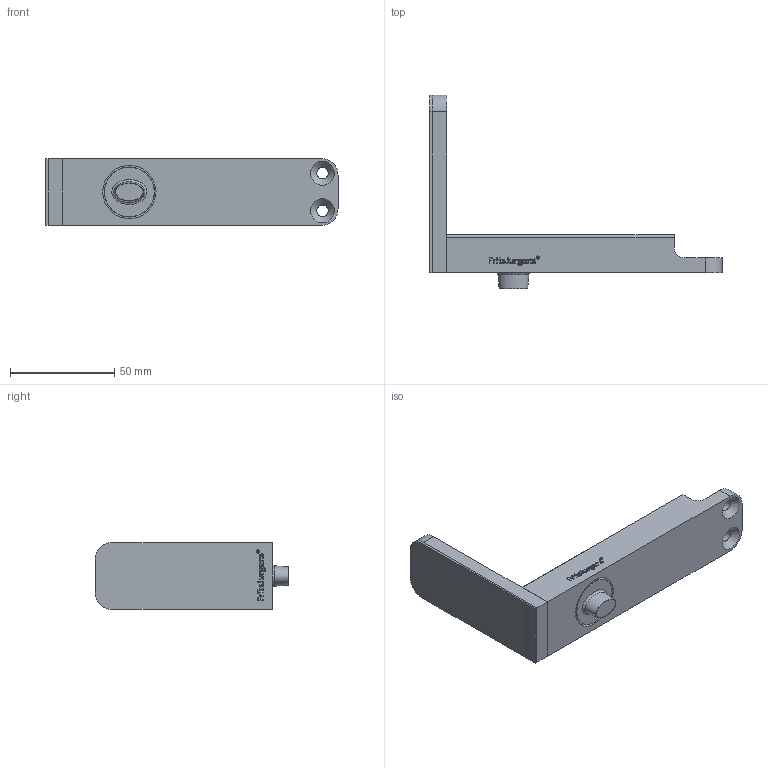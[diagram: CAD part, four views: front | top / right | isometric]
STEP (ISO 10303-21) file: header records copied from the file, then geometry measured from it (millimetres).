
FILE_DESCRIPTION (( 'STEP AP214' ), '1' );
FILE_NAME ('000911-D-FJ.BP.One.40.G+FJ.BP.CO.One.SS - surfaces only.STEP', '2023-02-03T11:34:16', ( '' ), ( '' ), 'SwSTEP 2.0', 'SolidWorks 2021', '' );
FILE_SCHEMA (( 'AUTOMOTIVE_DESIGN' ));
Length unit declared in the file: millimetre
Products named in the file (1): 000911-D-FJ.BP.One.40.G+FJ.BP.CO.One.SS - surfaces only
Bounding box: 140 x 92.8 x 32 mm (x, y, z)
Surface area: 23811.2 mm2 (no closed solid volume)
Topology: 0 solids, 16 shells, 147 faces, 1108 edges, 960 vertices
Faces by surface type: plane 85, cylinder 56, cone 3, bspline 3
Full cylindrical faces by diameter (mm): 1.315 x2, 1.569 x1, 5.5 x4, 24 x1, 25.5 x1
Entity records: 13050 total; most frequent: CARTESIAN_POINT 3086, DIRECTION 1919, ORIENTED_EDGE 1310, EDGE_CURVE 1088, VERTEX_POINT 955, AXIS2_PLACEMENT_3D 690, CIRCLE 545, VECTOR 539
